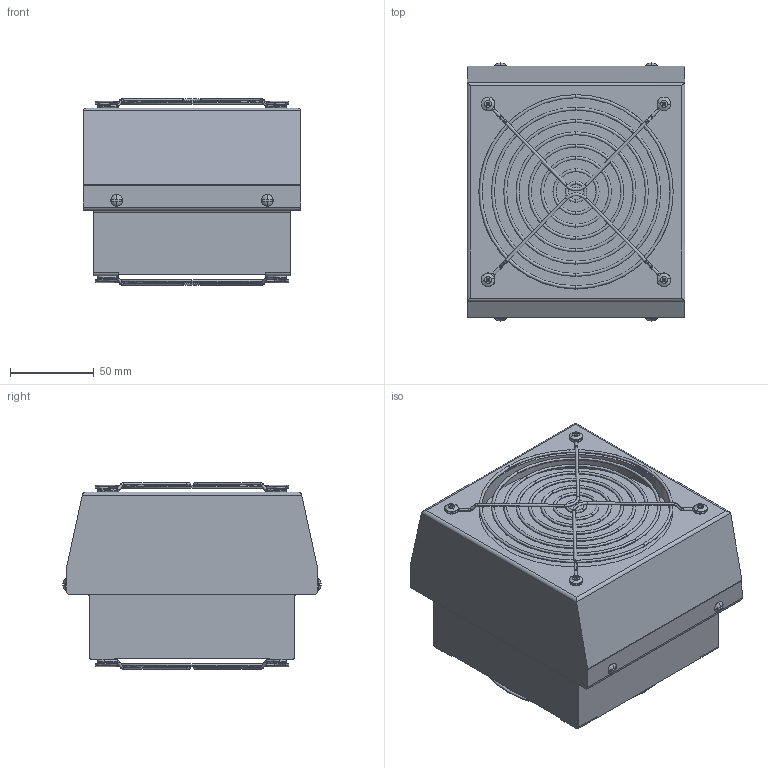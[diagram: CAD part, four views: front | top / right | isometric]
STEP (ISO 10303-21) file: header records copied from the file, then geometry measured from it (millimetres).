
FILE_DESCRIPTION (( 'STEP AP214' ), '1' );
FILE_NAME ('3114-0150-15-07.STEP', '2018-04-18T07:01:44', ( '' ), ( '' ), 'SwSTEP 2.0', 'SolidWorks 2017', '' );
FILE_SCHEMA (( 'AUTOMOTIVE_DESIGN' ));
Length unit declared in the file: millimetre
Products named in the file (4): W0158041~0; 3114-0150-15-07; 3114-0010-05-00~0; 8101-0100-06-00
Assembly tree (11 placements, depth 2):
  3114-0150-15-07
    W0158041~0
    3114-0010-05-00~0  x2
    8101-0100-06-00  x8
Bounding box: 130 x 153.95 x 111 mm (x, y, z)
Volume: 1583433 mm3; surface area: 115551.1 mm2
Topology: 19 solids, 19 shells, 528 faces, 1264 edges, 812 vertices
Faces by surface type: torus 176, cylinder 172, plane 115, cone 56, sphere 8, bspline 1
Entity records: 9565 total; most frequent: CARTESIAN_POINT 2519, DIRECTION 1506, ORIENTED_EDGE 1292, AXIS2_PLACEMENT_3D 663, EDGE_CURVE 646, VERTEX_POINT 418, CIRCLE 392, EDGE_LOOP 344
